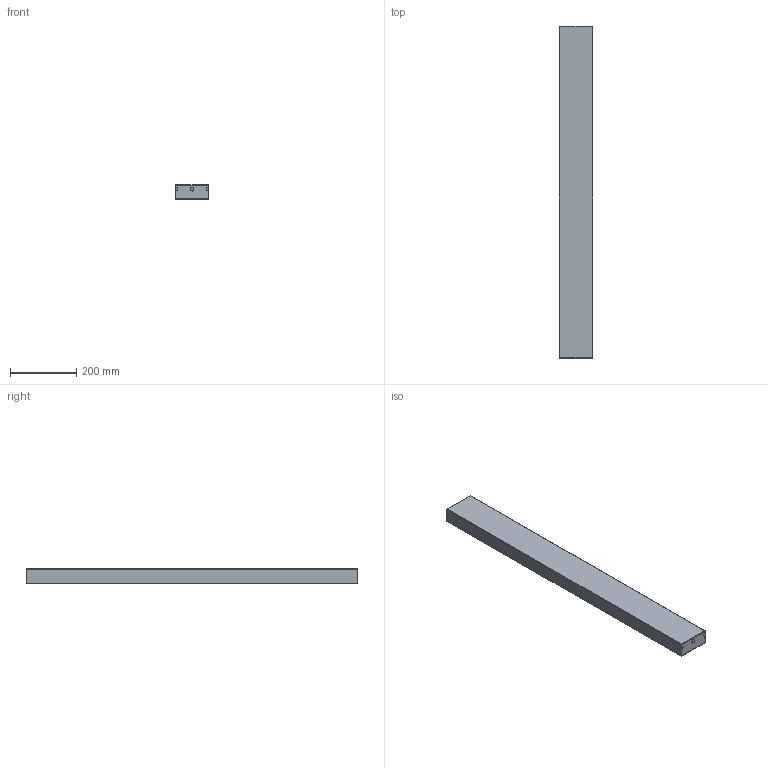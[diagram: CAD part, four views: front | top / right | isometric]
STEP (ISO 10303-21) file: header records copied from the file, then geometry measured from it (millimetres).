
FILE_DESCRIPTION(/* description */ (''),/* implementation_level */ '2;1');
FILE_NAME(/* name */ 'TBAA100054 - Customer.stp',/* time_stamp */ '2014-05-16T09:48:20+02:00',/* author */ ('bs'),/* organization */ (''),/* preprocessor_version */ 'ST-DEVELOPER v15.2',/* originating_system */ 'Autodesk Inventor 2014',/* authorisation */ '');
FILE_SCHEMA (('AUTOMOTIVE_DESIGN { 1 0 10303 214 3 1 1 }'));
Length unit declared in the file: millimetre
Products named in the file (1): TBAA100054 - Customer
Bounding box: 102 x 999 x 44 mm (x, y, z)
Volume: 357783.9 mm3; surface area: 598193.1 mm2
Topology: 2 solids, 2 shells, 80 faces, 162 edges, 88 vertices
Faces by surface type: plane 54, cylinder 16, bspline 8, cone 2
Full cylindrical faces by diameter (mm): 6.647 x2, 12 x2
Entity records: 2270 total; most frequent: CARTESIAN_POINT 569, DIRECTION 322, ORIENTED_EDGE 308, EDGE_CURVE 154, AXIS2_PLACEMENT_3D 111, LINE 100, VECTOR 100, EDGE_LOOP 92
